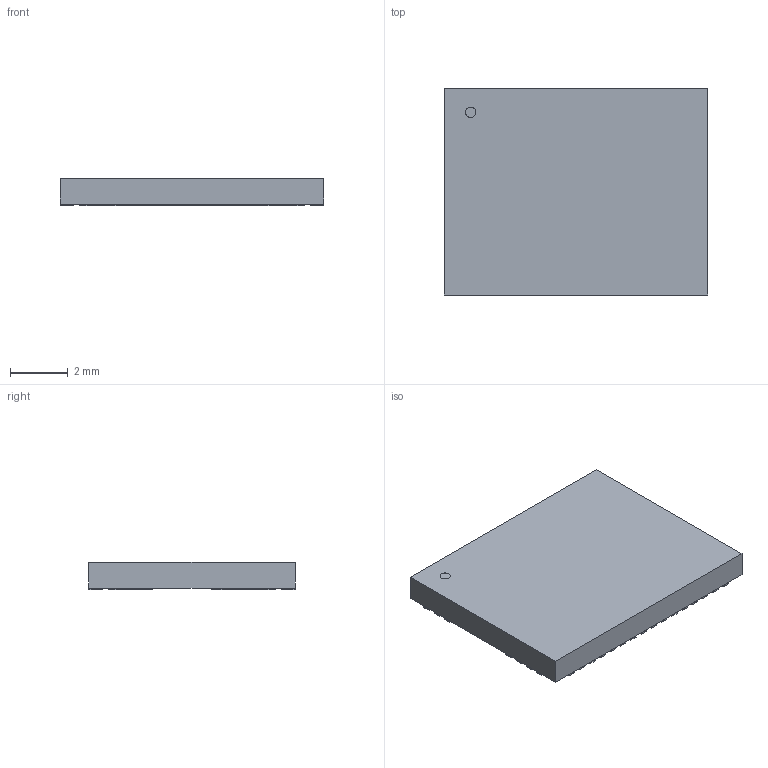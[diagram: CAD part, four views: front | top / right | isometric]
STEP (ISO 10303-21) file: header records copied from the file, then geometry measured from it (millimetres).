
FILE_DESCRIPTION(('FreeCAD Model'),'2;1');
FILE_NAME('Open CASCADE Shape Model','2024-09-16T15:32:22',('Author'),( ''),'Open CASCADE STEP processor 7.6','FreeCAD','Unknown');
FILE_SCHEMA(('AUTOMOTIVE_DESIGN { 1 0 10303 214 1 1 1 1 }'));
Length unit declared in the file: millimetre
Products named in the file (47): part046; part; part001; part002; part003; part004; part005; part006; part007; part008; part009; part010; part011; part012; part013; part014; part015; part016; part017; part018; part019; part020; part021; part022; part023; part024; part025; part026; part027; part028; part029; part030; part031; part032; part033; part034; part035; part036; part037; part038 ...
Assembly tree (46 placements, depth 2):
  part046
    part
    part001
    part002
    part003
    part004
    part005
    part006
    part007
    part008
    part009
    part010
    part011
    part012
    part013
    part014
    part015
    part016
    part017
    part018
    part019
    part020
    part021
    part022
    part023
    part024
    part025
    part026
    part027
    part028
    part029
    part030
    part031
    part032
    part033
    part034
    part035
    part036
    part037
    part038
    part039
    part040
    part041
    part042
    part043
    part044
    part045
Bounding box: 9.09 x 7.11 x 0.94 mm (x, y, z)
Volume: 59 mm3; surface area: 222 mm2
Topology: 46 solids, 46 shells, 273 faces, 543 edges, 362 vertices
Faces by surface type: plane 272, cylinder 1
Full cylindrical faces by diameter (mm): 0.356 x1
Entity records: 9606 total; most frequent: CARTESIAN_POINT 1226, DIRECTION 1184, ORIENTED_EDGE 1086, EDGE_CURVE 543, LINE 540, VECTOR 540, VERTEX_POINT 362, AXIS2_PLACEMENT_3D 322
